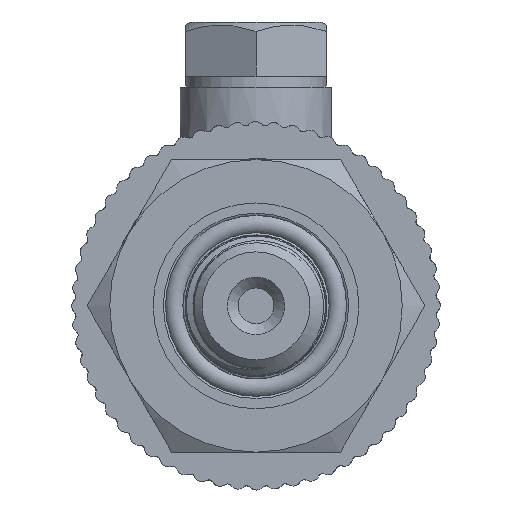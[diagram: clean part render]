
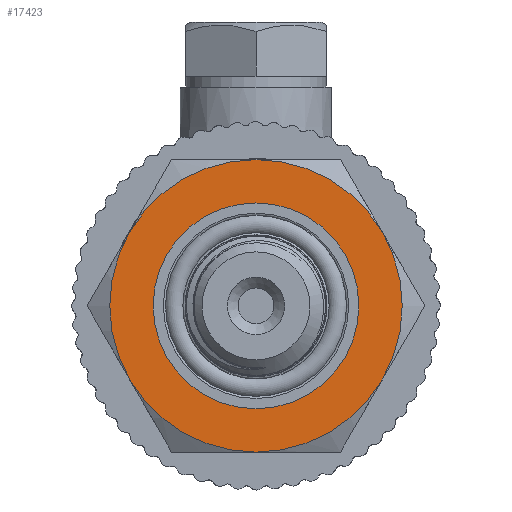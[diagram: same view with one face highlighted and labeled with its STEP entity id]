
A CAD part, left-side view. The second image highlights one B-rep face of the part: STEP entity #17423.
In plain terms, the highlighted conical face has half-angle 89.979 degrees and reference radius 11 mm.
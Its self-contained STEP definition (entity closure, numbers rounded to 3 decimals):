
#827=CONICAL_SURFACE('',#18360,11.,1.57);
#1178=FACE_OUTER_BOUND('',#2191,.T.);
#2191=EDGE_LOOP('',(#12985,#12986,#12987,#12988));
#3003=CIRCLE('',#18361,13.5);
#3004=CIRCLE('',#18362,9.5);
#4915=LINE('',#36386,#5972);
#5972=VECTOR('',#20094,11.);
#7289=VERTEX_POINT('',#36383);
#7290=VERTEX_POINT('',#36385);
#9426=EDGE_CURVE('',#7289,#7289,#3003,.T.);
#9427=EDGE_CURVE('',#7289,#7290,#4915,.T.);
#9428=EDGE_CURVE('',#7290,#7290,#3004,.T.);
#12985=ORIENTED_EDGE('',*,*,#9426,.F.);
#12986=ORIENTED_EDGE('',*,*,#9427,.T.);
#12987=ORIENTED_EDGE('',*,*,#9428,.T.);
#12988=ORIENTED_EDGE('',*,*,#9427,.F.);
#17423=ADVANCED_FACE('',(#1178),#827,.T.);
#18360=AXIS2_PLACEMENT_3D('',#36382,#20090,#20091);
#18361=AXIS2_PLACEMENT_3D('',#36384,#20092,#20093);
#18362=AXIS2_PLACEMENT_3D('',#36387,#20095,#20096);
#20090=DIRECTION('center_axis',(1.,0.,0.));
#20091=DIRECTION('ref_axis',(0.,1.,0.));
#20092=DIRECTION('center_axis',(1.,0.,0.));
#20093=DIRECTION('ref_axis',(0.,1.,0.));
#20094=DIRECTION('',(0.,1.,0.));
#20095=DIRECTION('center_axis',(1.,0.,0.));
#20096=DIRECTION('ref_axis',(0.,0.,-1.));
#36382=CARTESIAN_POINT('Origin',(-46.999,0.,0.));
#36383=CARTESIAN_POINT('',(-46.999,-13.5,0.));
#36384=CARTESIAN_POINT('Origin',(-46.999,0.,
0.));
#36385=CARTESIAN_POINT('',(-47.,-9.5,0.));
#36386=CARTESIAN_POINT('',(-46.999,-11.,0.));
#36387=CARTESIAN_POINT('Origin',(-47.,0.,0.));
